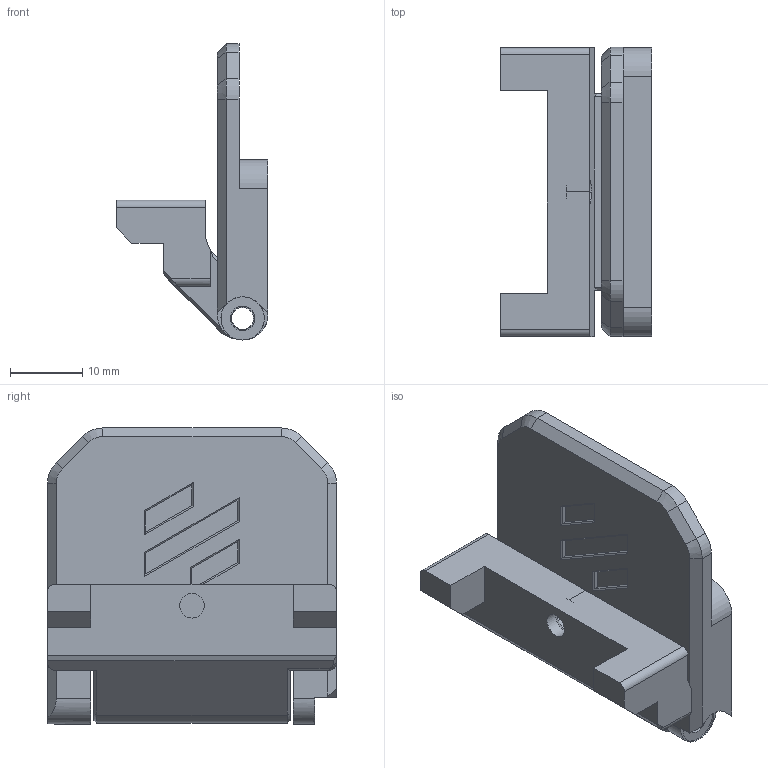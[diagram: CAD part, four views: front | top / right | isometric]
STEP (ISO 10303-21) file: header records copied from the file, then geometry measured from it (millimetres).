
FILE_DESCRIPTION(/* description */ (''),/* implementation_level */ '2;1');
FILE_NAME(/* name */ '270 Hinge - Single Pivot v4.step',/* time_stamp */ '2021-03-10T01:51:49-06:00',/* author */ (''),/* organization */ (''),/* preprocessor_version */ 'ST-DEVELOPER v18.1',/* originating_system */ 'Autodesk Translation Framework v9.10.0.1330',/* authorisation */ '');
FILE_SCHEMA (('AUTOMOTIVE_DESIGN { 1 0 10303 214 3 1 1 }'));
Length unit declared in the file: millimetre
Products named in the file (3): 270 Hinge - Single Pivot; face; side
Assembly tree (2 placements, depth 2):
  270 Hinge - Single Pivot
    face
    side
Bounding box: 21.02 x 40 x 41 mm (x, y, z)
Volume: 11369.3 mm3; surface area: 6519.9 mm2
Topology: 2 solids, 2 shells, 113 faces, 285 edges, 179 vertices
Faces by surface type: plane 84, cylinder 20, cone 7, bspline 2
Full cylindrical faces by diameter (mm): 3 x1, 3.2 x1, 3.4 x2, 6 x1
Entity records: 3471 total; most frequent: CARTESIAN_POINT 638, ORIENTED_EDGE 574, DIRECTION 567, EDGE_CURVE 287, LINE 231, VECTOR 231, VERTEX_POINT 179, AXIS2_PLACEMENT_3D 168
